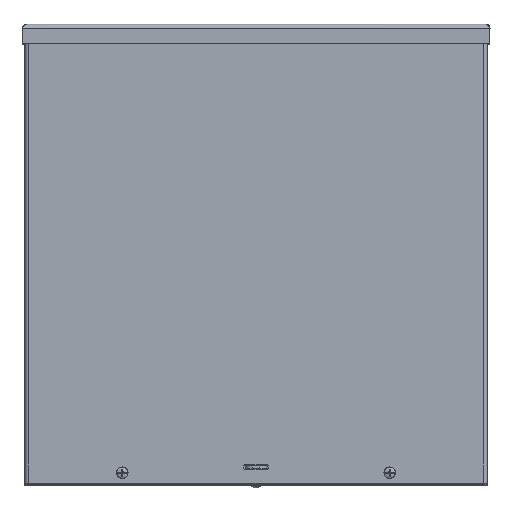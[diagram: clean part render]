
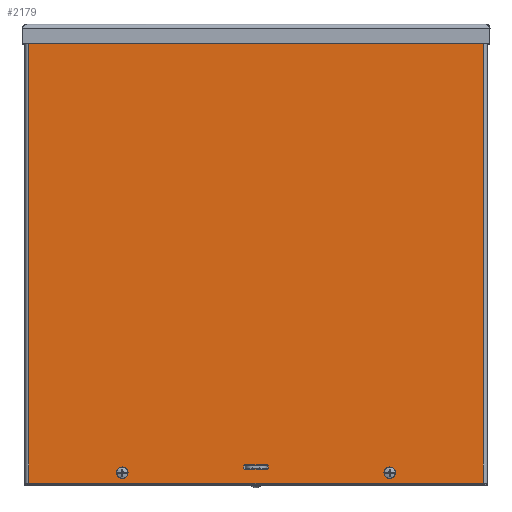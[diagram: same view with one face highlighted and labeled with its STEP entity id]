
A CAD part, top view. The second image highlights one B-rep face of the part: STEP entity #2179.
In plain terms, the highlighted planar face has unit normal (0, 0, 1).
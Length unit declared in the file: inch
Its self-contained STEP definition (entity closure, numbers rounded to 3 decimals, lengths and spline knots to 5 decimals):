
#81 = EDGE_CURVE ( 'NONE', #12070, #7127, #13164, .T. ) ;
#164 = AXIS2_PLACEMENT_3D ( 'NONE', #7145, #1536, #14511 ) ;
#382 = CARTESIAN_POINT ( 'NONE',  ( 7.90625, -7.92187, 8.19362 ) ) ;
#622 = DIRECTION ( 'NONE',  ( -1., 0., 0. ) ) ;
#792 = EDGE_CURVE ( 'NONE', #17278, #10246, #6075, .T. ) ;
#1035 = CARTESIAN_POINT ( 'NONE',  ( -0.39063, -7.44612, 8.19362 ) ) ;
#1071 = CARTESIAN_POINT ( 'NONE',  ( -0.39063, -7.32113, 8.19362 ) ) ;
#1119 = CARTESIAN_POINT ( 'NONE',  ( -7.90625, -7.92187, 8.19362 ) ) ;
#1263 = VECTOR ( 'NONE', #5273, 39.37008 ) ;
#1264 = CARTESIAN_POINT ( 'NONE',  ( -7.90625, 7.95313, 8.19362 ) ) ;
#1477 = CARTESIAN_POINT ( 'NONE',  ( -0.39063, -7.28987, 8.19362 ) ) ;
#1536 = DIRECTION ( 'NONE',  ( 0., 0., -1. ) ) ;
#1852 = DIRECTION ( 'NONE',  ( 1., 0., 0. ) ) ;
#1860 = CARTESIAN_POINT ( 'NONE',  ( 7.90625, -3.95313, 8.19362 ) ) ;
#2179 = ADVANCED_FACE ( 'NONE', ( #11769, #7905, #4065, #18059, #4729, #4297 ), #13003, .F. ) ;
#2360 = DIRECTION ( 'NONE',  ( 0., -1., 0. ) ) ;
#2388 = CARTESIAN_POINT ( 'NONE',  ( -7.90625, 3.98438, 8.19362 ) ) ;
#2643 = DIRECTION ( 'NONE',  ( 0., 0., 1. ) ) ;
#2720 = AXIS2_PLACEMENT_3D ( 'NONE', #8625, #12895, #9938 ) ;
#2947 = AXIS2_PLACEMENT_3D ( 'NONE', #5813, #11677, #16125 ) ;
#2978 = VERTEX_POINT ( 'NONE', #1477 ) ;
#3106 = VERTEX_POINT ( 'NONE', #17485 ) ;
#3704 = VERTEX_POINT ( 'NONE', #382 ) ;
#3732 = ORIENTED_EDGE ( 'NONE', *, *, #17309, .T. ) ;
#3781 = EDGE_CURVE ( 'NONE', #8107, #3704, #8433, .T. ) ;
#3873 = CARTESIAN_POINT ( 'NONE',  ( 4.65625, 7.59375, 8.19362 ) ) ;
#4065 = FACE_BOUND ( 'NONE', #14816, .T. ) ;
#4297 = FACE_BOUND ( 'NONE', #9034, .T. ) ;
#4532 = DIRECTION ( 'NONE',  ( -0.707, -0.707, 0. ) ) ;
#4729 = FACE_BOUND ( 'NONE', #5064, .T. ) ;
#4759 = CIRCLE ( 'NONE', #15346, 0.03125 ) ;
#4808 = DIRECTION ( 'NONE',  ( 0., 1., 0. ) ) ;
#4937 = DIRECTION ( 'NONE',  ( 0., 0., -1. ) ) ;
#5064 = EDGE_LOOP ( 'NONE', ( #12134 ) ) ;
#5215 = EDGE_CURVE ( 'NONE', #14645, #14645, #5530, .T. ) ;
#5273 = DIRECTION ( 'NONE',  ( 0., 1., 0. ) ) ;
#5410 = VERTEX_POINT ( 'NONE', #11152 ) ;
#5530 = CIRCLE ( 'NONE', #8464, 0.125 ) ;
#5751 = VECTOR ( 'NONE', #13521, 39.37008 ) ;
#5813 = CARTESIAN_POINT ( 'NONE',  ( 0.39063, -7.41488, 8.19362 ) ) ;
#6075 = LINE ( 'NONE', #7909, #8765 ) ;
#6296 = CARTESIAN_POINT ( 'NONE',  ( 0.39062, -7.28987, 8.19362 ) ) ;
#6326 = CARTESIAN_POINT ( 'NONE',  ( 0.42188, -7.41487, 8.19362 ) ) ;
#6498 = EDGE_LOOP ( 'NONE', ( #8413 ) ) ;
#6622 = EDGE_CURVE ( 'NONE', #5410, #13417, #11752, .T. ) ;
#6928 = CARTESIAN_POINT ( 'NONE',  ( -0.42187, -7.41487, 8.19362 ) ) ;
#7042 = ORIENTED_EDGE ( 'NONE', *, *, #15529, .F. ) ;
#7127 = VERTEX_POINT ( 'NONE', #1035 ) ;
#7145 = CARTESIAN_POINT ( 'NONE',  ( -4.65625, 7.59375, 8.19362 ) ) ;
#7539 = CARTESIAN_POINT ( 'NONE',  ( 0., 0.01563, 8.19362 ) ) ;
#7541 = CIRCLE ( 'NONE', #164, 0.125 ) ;
#7545 = EDGE_LOOP ( 'NONE', ( #14295, #10483, #15905, #9113 ) ) ;
#7551 = EDGE_CURVE ( 'NONE', #10246, #8107, #9608, .T. ) ;
#7706 = CARTESIAN_POINT ( 'NONE',  ( -0.42188, -3.71525, 8.19362 ) ) ;
#7905 = FACE_BOUND ( 'NONE', #6498, .T. ) ;
#7909 = CARTESIAN_POINT ( 'NONE',  ( 8.059, 7.95313, 8.19362 ) ) ;
#7975 = EDGE_CURVE ( 'NONE', #14174, #14174, #14968, .T. ) ;
#8094 = DIRECTION ( 'NONE',  ( 1., 0., 0. ) ) ;
#8107 = VERTEX_POINT ( 'NONE', #1119 ) ;
#8247 = VECTOR ( 'NONE', #4808, 39.37008 ) ;
#8385 = DIRECTION ( 'NONE',  ( -0.707, 0.707, 0. ) ) ;
#8413 = ORIENTED_EDGE ( 'NONE', *, *, #7975, .T. ) ;
#8433 = LINE ( 'NONE', #10587, #5751 ) ;
#8464 = AXIS2_PLACEMENT_3D ( 'NONE', #16278, #4937, #1852 ) ;
#8522 = CARTESIAN_POINT ( 'NONE',  ( 4.78125, -7.5625, 8.19362 ) ) ;
#8625 = CARTESIAN_POINT ( 'NONE',  ( 0.39063, -7.32113, 8.19362 ) ) ;
#8634 = CARTESIAN_POINT ( 'NONE',  ( -4.53125, -7.5625, 8.19362 ) ) ;
#8700 = EDGE_CURVE ( 'NONE', #5410, #10554, #16037, .T. ) ;
#8765 = VECTOR ( 'NONE', #16733, 39.37008 ) ;
#8972 = EDGE_LOOP ( 'NONE', ( #11695, #17005, #18192, #7042, #9409, #17162, #11523, #18566 ) ) ;
#9024 = AXIS2_PLACEMENT_3D ( 'NONE', #9453, #13879, #15314 ) ;
#9034 = EDGE_LOOP ( 'NONE', ( #3732 ) ) ;
#9113 = ORIENTED_EDGE ( 'NONE', *, *, #3781, .T. ) ;
#9409 = ORIENTED_EDGE ( 'NONE', *, *, #14415, .T. ) ;
#9453 = CARTESIAN_POINT ( 'NONE',  ( -4.65625, -7.5625, 8.19362 ) ) ;
#9470 = AXIS2_PLACEMENT_3D ( 'NONE', #7539, #12026, #11971 ) ;
#9571 = CARTESIAN_POINT ( 'NONE',  ( 7.90625, 7.95313, 8.19362 ) ) ;
#9608 = LINE ( 'NONE', #2388, #10992 ) ;
#9676 = EDGE_CURVE ( 'NONE', #2978, #10554, #12345, .T. ) ;
#9938 = DIRECTION ( 'NONE',  ( 0.707, 0.707, 0. ) ) ;
#10246 = VERTEX_POINT ( 'NONE', #1264 ) ;
#10483 = ORIENTED_EDGE ( 'NONE', *, *, #792, .T. ) ;
#10554 = VERTEX_POINT ( 'NONE', #6296 ) ;
#10570 = CARTESIAN_POINT ( 'NONE',  ( -0.39063, -7.41488, 8.19362 ) ) ;
#10587 = CARTESIAN_POINT ( 'NONE',  ( -8.059, -7.92188, 8.19362 ) ) ;
#10776 = CIRCLE ( 'NONE', #2947, 0.03125 ) ;
#10992 = VECTOR ( 'NONE', #13898, 39.37008 ) ;
#11152 = CARTESIAN_POINT ( 'NONE',  ( 0.42188, -7.32112, 8.19362 ) ) ;
#11241 = DIRECTION ( 'NONE',  ( 1., 0., 0. ) ) ;
#11362 = CARTESIAN_POINT ( 'NONE',  ( -0.21094, -7.28988, 8.19362 ) ) ;
#11523 = ORIENTED_EDGE ( 'NONE', *, *, #9676, .T. ) ;
#11528 = VECTOR ( 'NONE', #2360, 39.37008 ) ;
#11668 = LINE ( 'NONE', #1860, #8247 ) ;
#11677 = DIRECTION ( 'NONE',  ( 0., 0., 1. ) ) ;
#11695 = ORIENTED_EDGE ( 'NONE', *, *, #6622, .T. ) ;
#11752 = LINE ( 'NONE', #13992, #11528 ) ;
#11769 = FACE_OUTER_BOUND ( 'NONE', #7545, .T. ) ;
#11971 = DIRECTION ( 'NONE',  ( 1., 0., 0. ) ) ;
#12026 = DIRECTION ( 'NONE',  ( 0., 0., -1. ) ) ;
#12070 = VERTEX_POINT ( 'NONE', #16964 ) ;
#12134 = ORIENTED_EDGE ( 'NONE', *, *, #5215, .T. ) ;
#12283 = EDGE_CURVE ( 'NONE', #12070, #13417, #10776, .T. ) ;
#12345 = LINE ( 'NONE', #11362, #17538 ) ;
#12648 = CIRCLE ( 'NONE', #15599, 0.03125 ) ;
#12845 = VERTEX_POINT ( 'NONE', #13224 ) ;
#12895 = DIRECTION ( 'NONE',  ( 0., 0., 1. ) ) ;
#13003 = PLANE ( 'NONE',  #9470 ) ;
#13164 = LINE ( 'NONE', #14891, #16058 ) ;
#13224 = CARTESIAN_POINT ( 'NONE',  ( 4.78125, 7.59375, 8.19362 ) ) ;
#13254 = LINE ( 'NONE', #7706, #1263 ) ;
#13371 = VERTEX_POINT ( 'NONE', #16390 ) ;
#13417 = VERTEX_POINT ( 'NONE', #6326 ) ;
#13521 = DIRECTION ( 'NONE',  ( 1., 0., 0. ) ) ;
#13879 = DIRECTION ( 'NONE',  ( 0., 0., -1. ) ) ;
#13898 = DIRECTION ( 'NONE',  ( 0., -1., 0. ) ) ;
#13981 = DIRECTION ( 'NONE',  ( 0., 0., -1. ) ) ;
#13992 = CARTESIAN_POINT ( 'NONE',  ( 0.42188, -3.63713, 8.19362 ) ) ;
#14174 = VERTEX_POINT ( 'NONE', #8634 ) ;
#14295 = ORIENTED_EDGE ( 'NONE', *, *, #14386, .T. ) ;
#14386 = EDGE_CURVE ( 'NONE', #3704, #17278, #11668, .T. ) ;
#14415 = EDGE_CURVE ( 'NONE', #18340, #13371, #13254, .T. ) ;
#14442 = AXIS2_PLACEMENT_3D ( 'NONE', #3873, #13981, #8094 ) ;
#14511 = DIRECTION ( 'NONE',  ( 1., 0., 0. ) ) ;
#14645 = VERTEX_POINT ( 'NONE', #8522 ) ;
#14800 = ORIENTED_EDGE ( 'NONE', *, *, #17933, .T. ) ;
#14816 = EDGE_LOOP ( 'NONE', ( #14800 ) ) ;
#14891 = CARTESIAN_POINT ( 'NONE',  ( 0.21094, -7.44613, 8.19362 ) ) ;
#14968 = CIRCLE ( 'NONE', #9024, 0.125 ) ;
#15314 = DIRECTION ( 'NONE',  ( 1., 0., 0. ) ) ;
#15346 = AXIS2_PLACEMENT_3D ( 'NONE', #10570, #17781, #4532 ) ;
#15529 = EDGE_CURVE ( 'NONE', #18340, #7127, #4759, .T. ) ;
#15599 = AXIS2_PLACEMENT_3D ( 'NONE', #1071, #2643, #8385 ) ;
#15888 = EDGE_CURVE ( 'NONE', #2978, #13371, #12648, .T. ) ;
#15905 = ORIENTED_EDGE ( 'NONE', *, *, #7551, .T. ) ;
#16037 = CIRCLE ( 'NONE', #2720, 0.03125 ) ;
#16058 = VECTOR ( 'NONE', #622, 39.37008 ) ;
#16125 = DIRECTION ( 'NONE',  ( 0.707, -0.707, 0. ) ) ;
#16278 = CARTESIAN_POINT ( 'NONE',  ( 4.65625, -7.5625, 8.19362 ) ) ;
#16390 = CARTESIAN_POINT ( 'NONE',  ( -0.42187, -7.32112, 8.19362 ) ) ;
#16733 = DIRECTION ( 'NONE',  ( -1., 0., 0. ) ) ;
#16964 = CARTESIAN_POINT ( 'NONE',  ( 0.39062, -7.44612, 8.19362 ) ) ;
#17005 = ORIENTED_EDGE ( 'NONE', *, *, #12283, .F. ) ;
#17162 = ORIENTED_EDGE ( 'NONE', *, *, #15888, .F. ) ;
#17278 = VERTEX_POINT ( 'NONE', #9571 ) ;
#17309 = EDGE_CURVE ( 'NONE', #12845, #12845, #17946, .T. ) ;
#17485 = CARTESIAN_POINT ( 'NONE',  ( -4.53125, 7.59375, 8.19362 ) ) ;
#17538 = VECTOR ( 'NONE', #11241, 39.37008 ) ;
#17781 = DIRECTION ( 'NONE',  ( 0., 0., 1. ) ) ;
#17933 = EDGE_CURVE ( 'NONE', #3106, #3106, #7541, .T. ) ;
#17946 = CIRCLE ( 'NONE', #14442, 0.125 ) ;
#18059 = FACE_BOUND ( 'NONE', #8972, .T. ) ;
#18192 = ORIENTED_EDGE ( 'NONE', *, *, #81, .T. ) ;
#18340 = VERTEX_POINT ( 'NONE', #6928 ) ;
#18566 = ORIENTED_EDGE ( 'NONE', *, *, #8700, .F. ) ;
